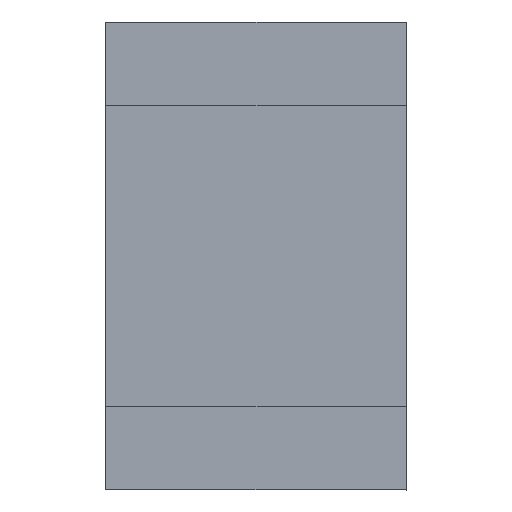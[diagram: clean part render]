
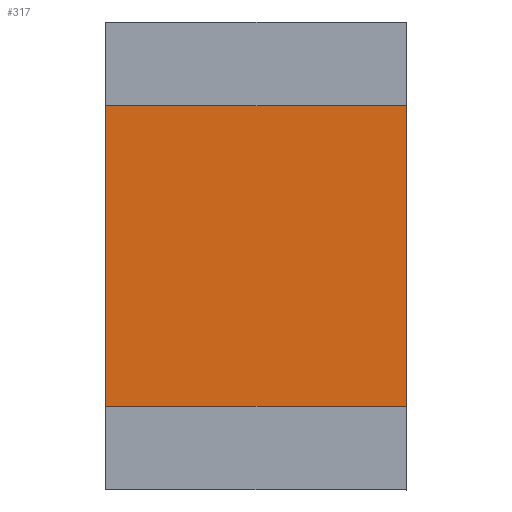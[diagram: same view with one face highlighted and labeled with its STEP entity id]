
A CAD part, front view. The second image highlights one B-rep face of the part: STEP entity #317.
In plain terms, the highlighted planar face has unit normal (0, -1, 0).
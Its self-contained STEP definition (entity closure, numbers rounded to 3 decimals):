
#37=FACE_OUTER_BOUND('',#55,.T.);
#55=EDGE_LOOP('',(#265,#266,#267,#268));
#70=LINE('',#458,#108);
#73=LINE('',#464,#111);
#88=LINE('',#492,#126);
#96=LINE('',#516,#134);
#108=VECTOR('',#372,10.);
#111=VECTOR('',#377,10.);
#126=VECTOR('',#398,10.);
#134=VECTOR('',#426,10.);
#145=VERTEX_POINT('',#455);
#146=VERTEX_POINT('',#457);
#147=VERTEX_POINT('',#461);
#148=VERTEX_POINT('',#463);
#174=EDGE_CURVE('',#146,#145,#70,.T.);
#177=EDGE_CURVE('',#147,#148,#73,.T.);
#192=EDGE_CURVE('',#148,#145,#88,.T.);
#204=EDGE_CURVE('',#147,#146,#96,.T.);
#265=ORIENTED_EDGE('',*,*,#177,.F.);
#266=ORIENTED_EDGE('',*,*,#204,.T.);
#267=ORIENTED_EDGE('',*,*,#174,.T.);
#268=ORIENTED_EDGE('',*,*,#192,.F.);
#301=PLANE('',#351);
#317=ADVANCED_FACE('',(#37),#301,.T.);
#351=AXIS2_PLACEMENT_3D('',#515,#424,#425);
#372=DIRECTION('',(-1.,0.,0.));
#377=DIRECTION('',(-1.,0.,0.));
#398=DIRECTION('',(0.,0.,1.));
#424=DIRECTION('center_axis',(0.,-1.,0.));
#425=DIRECTION('ref_axis',(0.,0.,-1.));
#426=DIRECTION('',(0.,0.,1.));
#455=CARTESIAN_POINT('',(-4.8,-76.4,9.5));
#457=CARTESIAN_POINT('',(4.2,-76.4,9.5));
#458=CARTESIAN_POINT('',(-1.8,-76.4,9.5));
#461=CARTESIAN_POINT('',(4.2,-76.4,0.5));
#463=CARTESIAN_POINT('',(-4.8,-76.4,0.5));
#464=CARTESIAN_POINT('',(-1.8,-76.4,0.5));
#492=CARTESIAN_POINT('',(-4.8,-76.4,-2.));
#515=CARTESIAN_POINT('Origin',(1.2,-76.4,7.));
#516=CARTESIAN_POINT('',(4.2,-76.4,4.5));
